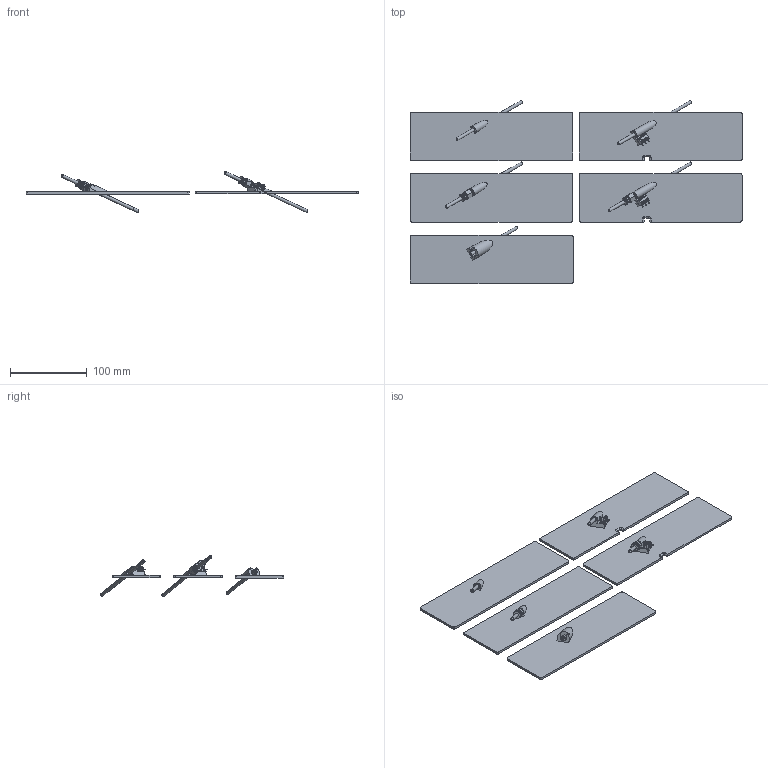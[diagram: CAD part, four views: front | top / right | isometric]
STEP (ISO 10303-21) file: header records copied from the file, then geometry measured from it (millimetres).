
FILE_DESCRIPTION(/* description */ (''),/* implementation_level */ '2;1');
FILE_NAME(/* name */ 'URBI_Assembly.step',/* time_stamp */ '2023-05-08T19:09:19-04:00',/* author */ (''),/* organization */ (''),/* preprocessor_version */ 'ST-DEVELOPER v19.2',/* originating_system */ 'Autodesk Translation Framework v12.4.0.73',/* authorisation */ '');
FILE_SCHEMA (('AUTOMOTIVE_DESIGN { 1 0 10303 214 3 1 1 }'));
Products named in the file (30): URBI; URBI_1; Reverse Bowden Tube (2) (1); URBIFS; Reverse Bowden Tube; Omron D2F-L; D2F_Hinge^D2F-L_Straight; D2F_Bottom^D2F-L_Straight; D2F_Pin^D2F-L_Straight; D2F_Button^D2F-L_Straight; D2F_Top^D2F-L_Straight; 6x3 Magnet; M2x10 Self Tapping Screw (1); M2x10 Self Tapping Screw (2); URBIFS-PC4; Reverse Bowden Tube (2); Omron D2F-L (1); D2F_Hinge^D2F-L_Straight (1); D2F_Bottom^D2F-L_Straight (1); D2F_Pin^D2F-L_Straight (1); D2F_Button^D2F-L_Straight (1); D2F_Top^D2F-L_Straight (1); 6x3 Magnet (1); PC4-M6; M2x10 Self Tapping Screw; URBI-PC4; Reverse Bowden Tube (2) (2); PC4-M6 (1); URBI-ECAS4; Reverse Bowden Tube (1)
Assembly tree (36 placements, depth 4):
  URBI
    URBI_1
      Reverse Bowden Tube (2) (1)
    URBIFS
      Reverse Bowden Tube
      Omron D2F-L
        D2F_Hinge^D2F-L_Straight
        D2F_Pin^D2F-L_Straight  x4
        D2F_Bottom^D2F-L_Straight
        D2F_Button^D2F-L_Straight
        D2F_Top^D2F-L_Straight
      6x3 Magnet
      M2x10 Self Tapping Screw (1)
      M2x10 Self Tapping Screw (2)
    URBIFS-PC4
      Reverse Bowden Tube (2)
      Omron D2F-L (1)
        D2F_Hinge^D2F-L_Straight (1)
        D2F_Pin^D2F-L_Straight (1)  x4
        D2F_Bottom^D2F-L_Straight (1)
        D2F_Button^D2F-L_Straight (1)
        D2F_Top^D2F-L_Straight (1)
      6x3 Magnet (1)
      PC4-M6
      M2x10 Self Tapping Screw  x2
    URBI-PC4
      Reverse Bowden Tube (2) (2)
      PC4-M6 (1)
    URBI-ECAS4
      Reverse Bowden Tube (1)
Bounding box: 432 x 238.3 x 53.34 mm (x, y, z)
Volume: 211783.4 mm3; surface area: 161275.8 mm2
Topology: 36 solids, 36 shells, 1172 faces, 3020 edges, 1915 vertices
Faces by surface type: cylinder 476, plane 463, bspline 129, sphere 42, torus 34, cone 28
Full cylindrical faces by diameter (mm): 1.28 x44, 1.8 x4, 2 x4, 2.2 x36, 3 x7, 3.75 x4, 4 x9, 4.2 x1, 4.4 x4, 4.917 x6, 5.035 x2, 5.1 x5, 5.4 x2, 6 x8, 6.147 x5, 7.5 x4, 8.8 x4, 9.7 x2, 9.9 x2
Entity records: 49416 total; most frequent: CARTESIAN_POINT 23997, ORIENTED_EDGE 5310, DIRECTION 4879, EDGE_CURVE 2655, AXIS2_PLACEMENT_3D 1734, VERTEX_POINT 1693, LINE 1411, VECTOR 1411
